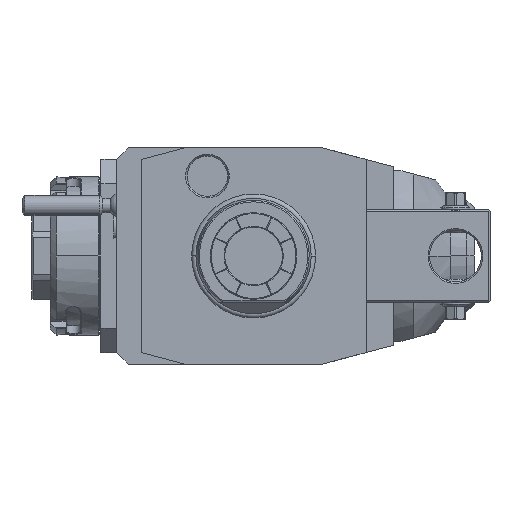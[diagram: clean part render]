
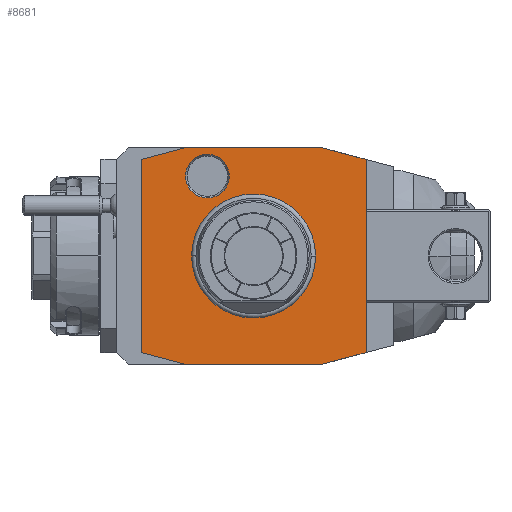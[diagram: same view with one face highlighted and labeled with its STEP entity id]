
A CAD part, front view. The second image highlights one B-rep face of the part: STEP entity #8681.
In plain terms, the highlighted planar face has unit normal (0, -1, 0).
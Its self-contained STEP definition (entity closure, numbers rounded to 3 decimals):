
#1=DIRECTION('',(-1.,0.,0.));
#2=VECTOR('',#1,48.);
#3=CARTESIAN_POINT('',(24.,0.,37.5));
#4=LINE('',#3,#2);
#5=DIRECTION('',(-0.966,0.,0.259));
#6=VECTOR('',#5,15.529);
#7=CARTESIAN_POINT('',(39.,0.,33.481));
#8=LINE('',#7,#6);
#9=DIRECTION('',(0.,0.,1.));
#10=VECTOR('',#9,66.962);
#11=CARTESIAN_POINT('',(39.,0.,-33.481));
#12=LINE('',#11,#10);
#13=DIRECTION('',(0.966,0.,0.259));
#14=VECTOR('',#13,15.529);
#15=CARTESIAN_POINT('',(24.,0.,-37.5));
#16=LINE('',#15,#14);
#17=DIRECTION('',(1.,0.,0.));
#18=VECTOR('',#17,48.);
#19=CARTESIAN_POINT('',(-24.,0.,-37.5));
#20=LINE('',#19,#18);
#21=DIRECTION('',(0.966,0.,-0.259));
#22=VECTOR('',#21,15.529);
#23=CARTESIAN_POINT('',(-39.,0.,-33.481));
#24=LINE('',#23,#22);
#25=DIRECTION('',(0.,0.,-1.));
#26=VECTOR('',#25,66.962);
#27=CARTESIAN_POINT('',(-39.,0.,33.481));
#28=LINE('',#27,#26);
#29=DIRECTION('',(-0.966,0.,-0.259));
#30=VECTOR('',#29,15.529);
#31=CARTESIAN_POINT('',(-24.,0.,37.5));
#32=LINE('',#31,#30);
#33=CARTESIAN_POINT('',(-16.,0.,27.713));
#34=DIRECTION('',(0.,1.,0.));
#35=DIRECTION('',(1.,0.,0.));
#36=AXIS2_PLACEMENT_3D('',#33,#34,#35);
#38=CARTESIAN_POINT('',(-16.,0.,27.713));
#39=DIRECTION('',(0.,1.,0.));
#40=DIRECTION('',(-1.,0.,0.));
#41=AXIS2_PLACEMENT_3D('',#38,#39,#40);
#5451=CARTESIAN_POINT('',(0.,0.,0.));
#5452=DIRECTION('',(0.,1.,0.));
#5453=DIRECTION('',(-1.,0.,0.));
#5454=AXIS2_PLACEMENT_3D('',#5451,#5452,#5453);
#5456=CARTESIAN_POINT('',(0.,0.,0.));
#5457=DIRECTION('',(0.,1.,0.));
#5458=DIRECTION('',(1.,0.,0.));
#5459=AXIS2_PLACEMENT_3D('',#5456,#5457,#5458);
#7642=CARTESIAN_POINT('',(-8.423,0.,27.713));
#7643=CARTESIAN_POINT('',(-23.577,0.,27.713));
#7644=VERTEX_POINT('',#7642);
#7645=VERTEX_POINT('',#7643);
#8468=CARTESIAN_POINT('',(24.,0.,37.5));
#8469=CARTESIAN_POINT('',(-24.,0.,37.5));
#8470=VERTEX_POINT('',#8468);
#8471=VERTEX_POINT('',#8469);
#8472=CARTESIAN_POINT('',(39.,0.,-33.481));
#8473=CARTESIAN_POINT('',(39.,0.,33.481));
#8474=VERTEX_POINT('',#8472);
#8475=VERTEX_POINT('',#8473);
#8476=CARTESIAN_POINT('',(-39.,0.,-33.481));
#8477=CARTESIAN_POINT('',(-24.,0.,-37.5));
#8478=VERTEX_POINT('',#8476);
#8479=VERTEX_POINT('',#8477);
#8480=CARTESIAN_POINT('',(-39.,0.,33.481));
#8481=VERTEX_POINT('',#8480);
#8506=CARTESIAN_POINT('',(24.,0.,-37.5));
#8507=VERTEX_POINT('',#8506);
#8520=CARTESIAN_POINT('',(-21.137,0.,0.));
#8521=CARTESIAN_POINT('',(21.137,0.,0.));
#8522=VERTEX_POINT('',#8520);
#8523=VERTEX_POINT('',#8521);
#8646=CARTESIAN_POINT('',(0.,0.,0.));
#8647=DIRECTION('',(0.,-1.,0.));
#8648=DIRECTION('',(-1.,0.,0.));
#8649=AXIS2_PLACEMENT_3D('',#8646,#8647,#8648);
#8650=PLANE('',#8649);
#8652=ORIENTED_EDGE('',*,*,#8651,.F.);
#8654=ORIENTED_EDGE('',*,*,#8653,.F.);
#8656=ORIENTED_EDGE('',*,*,#8655,.F.);
#8658=ORIENTED_EDGE('',*,*,#8657,.F.);
#8660=ORIENTED_EDGE('',*,*,#8659,.F.);
#8662=ORIENTED_EDGE('',*,*,#8661,.F.);
#8664=ORIENTED_EDGE('',*,*,#8663,.F.);
#8666=ORIENTED_EDGE('',*,*,#8665,.F.);
#8667=EDGE_LOOP('',(#8652,#8654,#8656,#8658,#8660,#8662,#8664,#8666));
#8668=FACE_OUTER_BOUND('',#8667,.F.);
#8670=ORIENTED_EDGE('',*,*,#8669,.F.);
#8672=ORIENTED_EDGE('',*,*,#8671,.F.);
#8673=EDGE_LOOP('',(#8670,#8672));
#8674=FACE_BOUND('',#8673,.F.);
#8676=ORIENTED_EDGE('',*,*,#8675,.F.);
#8678=ORIENTED_EDGE('',*,*,#8677,.F.);
#8679=EDGE_LOOP('',(#8676,#8678));
#8680=FACE_BOUND('',#8679,.F.);
#37=CIRCLE('',#36,7.577);
#42=CIRCLE('',#41,7.577);
#5455=CIRCLE('',#5454,21.137);
#5460=CIRCLE('',#5459,21.137);
#8651=EDGE_CURVE('',#8470,#8471,#4,.T.);
#8653=EDGE_CURVE('',#8475,#8470,#8,.T.);
#8655=EDGE_CURVE('',#8474,#8475,#12,.T.);
#8657=EDGE_CURVE('',#8507,#8474,#16,.T.);
#8659=EDGE_CURVE('',#8479,#8507,#20,.T.);
#8661=EDGE_CURVE('',#8478,#8479,#24,.T.);
#8663=EDGE_CURVE('',#8481,#8478,#28,.T.);
#8665=EDGE_CURVE('',#8471,#8481,#32,.T.);
#8669=EDGE_CURVE('',#8522,#8523,#5455,.T.);
#8671=EDGE_CURVE('',#8523,#8522,#5460,.T.);
#8675=EDGE_CURVE('',#7644,#7645,#37,.T.);
#8677=EDGE_CURVE('',#7645,#7644,#42,.T.);
#8681=ADVANCED_FACE('',(#8668,#8674,#8680),#8650,.T.);
